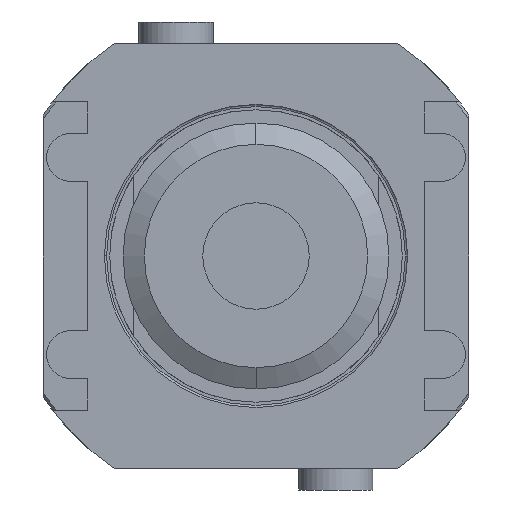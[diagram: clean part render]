
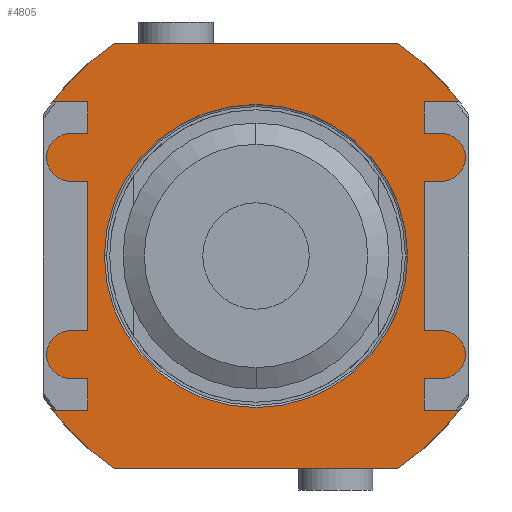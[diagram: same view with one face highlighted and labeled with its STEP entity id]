
A CAD part, left-side view. The second image highlights one B-rep face of the part: STEP entity #4805.
In plain terms, the highlighted planar face has unit normal (-1, 0, 0).
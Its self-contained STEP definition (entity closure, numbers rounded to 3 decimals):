
#1037=DIRECTION('',(0.,0.,-1.));
#1038=VECTOR('',#1037,5.956);
#1039=CARTESIAN_POINT('',(-78.8,32.1,-23.044));
#1040=LINE('',#1039,#1038);
#1041=DIRECTION('',(0.,-1.,0.));
#1042=VECTOR('',#1041,2.776);
#1043=CARTESIAN_POINT('',(-78.8,34.876,-23.044));
#1044=LINE('',#1043,#1042);
#1045=CARTESIAN_POINT('',(-78.8,34.876,-18.544));
#1046=DIRECTION('',(-1.,0.,0.));
#1047=DIRECTION('',(0.,0.,1.));
#1048=AXIS2_PLACEMENT_3D('',#1045,#1046,#1047);
#1050=DIRECTION('',(0.,1.,0.));
#1051=VECTOR('',#1050,2.776);
#1052=CARTESIAN_POINT('',(-78.8,32.1,-14.044));
#1053=LINE('',#1052,#1051);
#1054=DIRECTION('',(0.,0.,-1.));
#1055=VECTOR('',#1054,28.088);
#1056=CARTESIAN_POINT('',(-78.8,32.1,14.044));
#1057=LINE('',#1056,#1055);
#1058=DIRECTION('',(0.,-1.,0.));
#1059=VECTOR('',#1058,2.776);
#1060=CARTESIAN_POINT('',(-78.8,34.876,14.044));
#1061=LINE('',#1060,#1059);
#1062=CARTESIAN_POINT('',(-78.8,34.876,18.544));
#1063=DIRECTION('',(-1.,0.,0.));
#1064=DIRECTION('',(0.,0.,1.));
#1065=AXIS2_PLACEMENT_3D('',#1062,#1063,#1064);
#1067=DIRECTION('',(0.,1.,0.));
#1068=VECTOR('',#1067,2.776);
#1069=CARTESIAN_POINT('',(-78.8,32.1,23.044));
#1070=LINE('',#1069,#1068);
#1071=DIRECTION('',(0.,0.,-1.));
#1072=VECTOR('',#1071,5.956);
#1073=CARTESIAN_POINT('',(-78.8,32.1,29.));
#1074=LINE('',#1073,#1072);
#1075=CARTESIAN_POINT('',(-78.8,0.,0.));
#1076=DIRECTION('',(1.,0.,0.));
#1077=DIRECTION('',(0.,0.797,0.604));
#1078=AXIS2_PLACEMENT_3D('',#1075,#1076,#1077);
#1080=DIRECTION('',(0.,-1.,0.));
#1081=VECTOR('',#1080,53.066);
#1082=CARTESIAN_POINT('',(-78.8,26.533,40.));
#1083=LINE('',#1082,#1081);
#1084=CARTESIAN_POINT('',(-78.8,0.,0.));
#1085=DIRECTION('',(1.,0.,0.));
#1086=DIRECTION('',(0.,-0.553,0.833));
#1087=AXIS2_PLACEMENT_3D('',#1084,#1085,#1086);
#1089=DIRECTION('',(0.,0.,-1.));
#1090=VECTOR('',#1089,5.956);
#1091=CARTESIAN_POINT('',(-78.8,-32.1,29.));
#1092=LINE('',#1091,#1090);
#1093=DIRECTION('',(0.,1.,0.));
#1094=VECTOR('',#1093,2.776);
#1095=CARTESIAN_POINT('',(-78.8,-34.876,23.044));
#1096=LINE('',#1095,#1094);
#1097=CARTESIAN_POINT('',(-78.8,-34.876,18.544));
#1098=DIRECTION('',(-1.,0.,0.));
#1099=DIRECTION('',(0.,0.,-1.));
#1100=AXIS2_PLACEMENT_3D('',#1097,#1098,#1099);
#1102=DIRECTION('',(0.,-1.,0.));
#1103=VECTOR('',#1102,2.776);
#1104=CARTESIAN_POINT('',(-78.8,-32.1,14.044));
#1105=LINE('',#1104,#1103);
#1106=DIRECTION('',(0.,0.,-1.));
#1107=VECTOR('',#1106,28.088);
#1108=CARTESIAN_POINT('',(-78.8,-32.1,14.044));
#1109=LINE('',#1108,#1107);
#1110=DIRECTION('',(0.,1.,0.));
#1111=VECTOR('',#1110,2.776);
#1112=CARTESIAN_POINT('',(-78.8,-34.876,-14.044));
#1113=LINE('',#1112,#1111);
#1114=CARTESIAN_POINT('',(-78.8,-34.876,-18.544));
#1115=DIRECTION('',(-1.,0.,0.));
#1116=DIRECTION('',(0.,0.,-1.));
#1117=AXIS2_PLACEMENT_3D('',#1114,#1115,#1116);
#1119=DIRECTION('',(0.,-1.,0.));
#1120=VECTOR('',#1119,2.776);
#1121=CARTESIAN_POINT('',(-78.8,-32.1,-23.044));
#1122=LINE('',#1121,#1120);
#1123=DIRECTION('',(0.,0.,-1.));
#1124=VECTOR('',#1123,5.956);
#1125=CARTESIAN_POINT('',(-78.8,-32.1,-23.044));
#1126=LINE('',#1125,#1124);
#1127=CARTESIAN_POINT('',(-78.8,0.,0.));
#1128=DIRECTION('',(1.,0.,0.));
#1129=DIRECTION('',(0.,-0.797,-0.604));
#1130=AXIS2_PLACEMENT_3D('',#1127,#1128,#1129);
#1132=DIRECTION('',(0.,1.,0.));
#1133=VECTOR('',#1132,53.066);
#1134=CARTESIAN_POINT('',(-78.8,-26.533,-40.));
#1135=LINE('',#1134,#1133);
#1136=CARTESIAN_POINT('',(-78.8,0.,0.));
#1137=DIRECTION('',(1.,0.,0.));
#1138=DIRECTION('',(0.,0.553,-0.833));
#1139=AXIS2_PLACEMENT_3D('',#1136,#1137,#1138);
#1217=DIRECTION('',(0.,-1.,0.));
#1218=VECTOR('',#1217,6.149);
#1219=CARTESIAN_POINT('',(-78.8,38.249,29.));
#1220=LINE('',#1219,#1218);
#1431=DIRECTION('',(0.,1.,0.));
#1432=VECTOR('',#1431,6.149);
#1433=CARTESIAN_POINT('',(-78.8,-38.249,-29.));
#1434=LINE('',#1433,#1432);
#1585=DIRECTION('',(0.,-1.,0.));
#1586=VECTOR('',#1585,6.149);
#1587=CARTESIAN_POINT('',(-78.8,-32.1,29.));
#1588=LINE('',#1587,#1586);
#1671=DIRECTION('',(0.,1.,0.));
#1672=VECTOR('',#1671,6.149);
#1673=CARTESIAN_POINT('',(-78.8,32.1,-29.));
#1674=LINE('',#1673,#1672);
#1802=CARTESIAN_POINT('',(-78.8,0.,0.));
#1803=DIRECTION('',(-1.,0.,0.));
#1804=DIRECTION('',(0.,1.,0.));
#1805=AXIS2_PLACEMENT_3D('',#1802,#1803,#1804);
#1826=CARTESIAN_POINT('',(-78.8,0.,0.));
#1827=DIRECTION('',(-1.,0.,0.));
#1828=DIRECTION('',(0.,-1.,0.));
#1829=AXIS2_PLACEMENT_3D('',#1826,#1827,#1828);
#3358=CARTESIAN_POINT('',(-78.8,28.5,0.));
#3359=CARTESIAN_POINT('',(-78.8,-28.5,0.));
#3360=VERTEX_POINT('',#3358);
#3361=VERTEX_POINT('',#3359);
#3386=CARTESIAN_POINT('',(-78.8,-38.249,29.));
#3387=VERTEX_POINT('',#3386);
#3388=CARTESIAN_POINT('',(-78.8,38.249,29.));
#3389=VERTEX_POINT('',#3388);
#3390=CARTESIAN_POINT('',(-78.8,38.249,-29.));
#3391=VERTEX_POINT('',#3390);
#3392=CARTESIAN_POINT('',(-78.8,-38.249,-29.));
#3393=VERTEX_POINT('',#3392);
#3395=CARTESIAN_POINT('',(-78.8,-26.533,40.));
#3397=VERTEX_POINT('',#3395);
#3399=CARTESIAN_POINT('',(-78.8,26.533,40.));
#3401=VERTEX_POINT('',#3399);
#3403=CARTESIAN_POINT('',(-78.8,26.533,-40.));
#3405=VERTEX_POINT('',#3403);
#3407=CARTESIAN_POINT('',(-78.8,-26.533,-40.));
#3409=VERTEX_POINT('',#3407);
#3450=CARTESIAN_POINT('',(-78.8,-32.1,29.));
#3451=VERTEX_POINT('',#3450);
#3452=CARTESIAN_POINT('',(-78.8,32.1,29.));
#3453=VERTEX_POINT('',#3452);
#3454=CARTESIAN_POINT('',(-78.8,-32.1,-29.));
#3455=VERTEX_POINT('',#3454);
#3456=CARTESIAN_POINT('',(-78.8,32.1,-29.));
#3457=VERTEX_POINT('',#3456);
#3458=CARTESIAN_POINT('',(-78.8,-34.876,14.044));
#3459=CARTESIAN_POINT('',(-78.8,-34.876,23.044));
#3460=VERTEX_POINT('',#3458);
#3461=VERTEX_POINT('',#3459);
#3462=CARTESIAN_POINT('',(-78.8,-34.876,-23.044));
#3463=CARTESIAN_POINT('',(-78.8,-34.876,-14.044));
#3464=VERTEX_POINT('',#3462);
#3465=VERTEX_POINT('',#3463);
#3466=CARTESIAN_POINT('',(-78.8,34.876,23.044));
#3467=CARTESIAN_POINT('',(-78.8,34.876,14.044));
#3468=VERTEX_POINT('',#3466);
#3469=VERTEX_POINT('',#3467);
#3470=CARTESIAN_POINT('',(-78.8,34.876,-14.044));
#3471=CARTESIAN_POINT('',(-78.8,34.876,-23.044));
#3472=VERTEX_POINT('',#3470);
#3473=VERTEX_POINT('',#3471);
#3570=CARTESIAN_POINT('',(-78.8,-32.1,23.044));
#3571=VERTEX_POINT('',#3570);
#3572=CARTESIAN_POINT('',(-78.8,32.1,23.044));
#3573=VERTEX_POINT('',#3572);
#3574=CARTESIAN_POINT('',(-78.8,-32.1,14.044));
#3575=VERTEX_POINT('',#3574);
#3576=CARTESIAN_POINT('',(-78.8,-32.1,-23.044));
#3577=VERTEX_POINT('',#3576);
#3578=CARTESIAN_POINT('',(-78.8,-32.1,-14.044));
#3579=VERTEX_POINT('',#3578);
#3580=CARTESIAN_POINT('',(-78.8,32.1,14.044));
#3581=VERTEX_POINT('',#3580);
#3582=CARTESIAN_POINT('',(-78.8,32.1,-14.044));
#3583=VERTEX_POINT('',#3582);
#3584=CARTESIAN_POINT('',(-78.8,32.1,-23.044));
#3585=VERTEX_POINT('',#3584);
#4737=CARTESIAN_POINT('',(-78.8,-31.6,57.6));
#4738=DIRECTION('',(1.,0.,0.));
#4739=DIRECTION('',(0.,1.,0.));
#4740=AXIS2_PLACEMENT_3D('',#4737,#4738,#4739);
#4741=PLANE('',#4740);
#4743=ORIENTED_EDGE('',*,*,#4742,.F.);
#4745=ORIENTED_EDGE('',*,*,#4744,.F.);
#4747=ORIENTED_EDGE('',*,*,#4746,.F.);
#4749=ORIENTED_EDGE('',*,*,#4748,.F.);
#4751=ORIENTED_EDGE('',*,*,#4750,.F.);
#4753=ORIENTED_EDGE('',*,*,#4752,.F.);
#4755=ORIENTED_EDGE('',*,*,#4754,.F.);
#4757=ORIENTED_EDGE('',*,*,#4756,.F.);
#4759=ORIENTED_EDGE('',*,*,#4758,.F.);
#4761=ORIENTED_EDGE('',*,*,#4760,.F.);
#4763=ORIENTED_EDGE('',*,*,#4762,.T.);
#4765=ORIENTED_EDGE('',*,*,#4764,.T.);
#4767=ORIENTED_EDGE('',*,*,#4766,.T.);
#4769=ORIENTED_EDGE('',*,*,#4768,.F.);
#4771=ORIENTED_EDGE('',*,*,#4770,.T.);
#4773=ORIENTED_EDGE('',*,*,#4772,.F.);
#4775=ORIENTED_EDGE('',*,*,#4774,.F.);
#4777=ORIENTED_EDGE('',*,*,#4776,.F.);
#4779=ORIENTED_EDGE('',*,*,#4778,.T.);
#4781=ORIENTED_EDGE('',*,*,#4780,.F.);
#4783=ORIENTED_EDGE('',*,*,#4782,.F.);
#4785=ORIENTED_EDGE('',*,*,#4784,.F.);
#4787=ORIENTED_EDGE('',*,*,#4786,.T.);
#4789=ORIENTED_EDGE('',*,*,#4788,.F.);
#4791=ORIENTED_EDGE('',*,*,#4790,.T.);
#4792=ORIENTED_EDGE('',*,*,#4727,.T.);
#4794=ORIENTED_EDGE('',*,*,#4793,.T.);
#4796=ORIENTED_EDGE('',*,*,#4795,.F.);
#4797=EDGE_LOOP('',(#4743,#4745,#4747,#4749,#4751,#4753,#4755,#4757,#4759,#4761,
#4763,#4765,#4767,#4769,#4771,#4773,#4775,#4777,#4779,#4781,#4783,#4785,#4787,
#4789,#4791,#4792,#4794,#4796));
#4798=FACE_OUTER_BOUND('',#4797,.F.);
#4800=ORIENTED_EDGE('',*,*,#4799,.T.);
#4802=ORIENTED_EDGE('',*,*,#4801,.T.);
#4803=EDGE_LOOP('',(#4800,#4802));
#4804=FACE_BOUND('',#4803,.F.);
#4805=ADVANCED_FACE('',(#4798,#4804),#4741,.F.);
#1049=CIRCLE('',#1048,4.5);
#1066=CIRCLE('',#1065,4.5);
#1079=CIRCLE('',#1078,48.);
#1088=CIRCLE('',#1087,48.);
#1101=CIRCLE('',#1100,4.5);
#1118=CIRCLE('',#1117,4.5);
#1131=CIRCLE('',#1130,48.);
#1140=CIRCLE('',#1139,48.);
#1806=CIRCLE('',#1805,28.5);
#1830=CIRCLE('',#1829,28.5);
#4727=EDGE_CURVE('',#3409,#3405,#1135,.T.);
#4742=EDGE_CURVE('',#3585,#3457,#1040,.T.);
#4744=EDGE_CURVE('',#3473,#3585,#1044,.T.);
#4746=EDGE_CURVE('',#3472,#3473,#1049,.T.);
#4748=EDGE_CURVE('',#3583,#3472,#1053,.T.);
#4750=EDGE_CURVE('',#3581,#3583,#1057,.T.);
#4752=EDGE_CURVE('',#3469,#3581,#1061,.T.);
#4754=EDGE_CURVE('',#3468,#3469,#1066,.T.);
#4756=EDGE_CURVE('',#3573,#3468,#1070,.T.);
#4758=EDGE_CURVE('',#3453,#3573,#1074,.T.);
#4760=EDGE_CURVE('',#3389,#3453,#1220,.T.);
#4762=EDGE_CURVE('',#3389,#3401,#1079,.T.);
#4764=EDGE_CURVE('',#3401,#3397,#1083,.T.);
#4766=EDGE_CURVE('',#3397,#3387,#1088,.T.);
#4768=EDGE_CURVE('',#3451,#3387,#1588,.T.);
#4770=EDGE_CURVE('',#3451,#3571,#1092,.T.);
#4772=EDGE_CURVE('',#3461,#3571,#1096,.T.);
#4774=EDGE_CURVE('',#3460,#3461,#1101,.T.);
#4776=EDGE_CURVE('',#3575,#3460,#1105,.T.);
#4778=EDGE_CURVE('',#3575,#3579,#1109,.T.);
#4780=EDGE_CURVE('',#3465,#3579,#1113,.T.);
#4782=EDGE_CURVE('',#3464,#3465,#1118,.T.);
#4784=EDGE_CURVE('',#3577,#3464,#1122,.T.);
#4786=EDGE_CURVE('',#3577,#3455,#1126,.T.);
#4788=EDGE_CURVE('',#3393,#3455,#1434,.T.);
#4790=EDGE_CURVE('',#3393,#3409,#1131,.T.);
#4793=EDGE_CURVE('',#3405,#3391,#1140,.T.);
#4795=EDGE_CURVE('',#3457,#3391,#1674,.T.);
#4799=EDGE_CURVE('',#3360,#3361,#1806,.T.);
#4801=EDGE_CURVE('',#3361,#3360,#1830,.T.);
